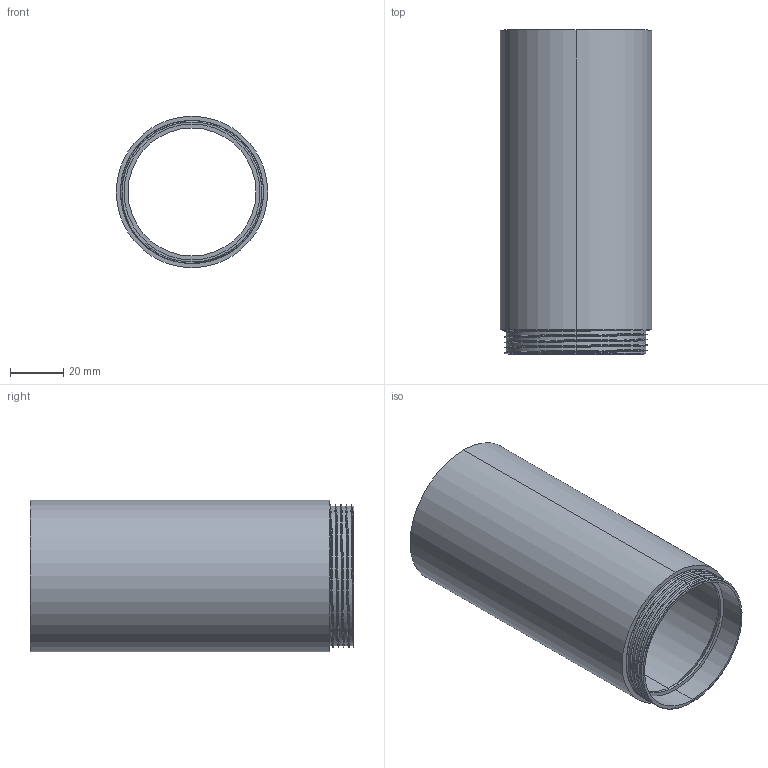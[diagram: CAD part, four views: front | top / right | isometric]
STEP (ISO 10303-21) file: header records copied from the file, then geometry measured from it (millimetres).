
FILE_DESCRIPTION (( 'STEP AP203' ), '1' );
FILE_NAME ('03_scope_front_v3.step', '2021-03-01T17:10:48', ( '' ), ( '' ), 'SwSTEP 2.0', 'SolidWorks 2020', '' );
FILE_SCHEMA (( 'CONFIG_CONTROL_DESIGN' ));
Length unit declared in the file: millimetre
Products named in the file (1): 03_scope_front_v3
Bounding box: 56.8 x 121.5 x 56.8 mm (x, y, z)
Volume: 31900.4 mm3; surface area: 46484.8 mm2
Topology: 1 solids, 1 shells, 95 faces, 257 edges, 168 vertices
Faces by surface type: cylinder 75, bspline 9, plane 7, cone 4
Entity records: 9015 total; most frequent: CARTESIAN_POINT 6956, ORIENTED_EDGE 514, DIRECTION 322, EDGE_CURVE 257, VERTEX_POINT 168, AXIS2_PLACEMENT_3D 121, EDGE_LOOP 101, FACE_OUTER_BOUND 95
